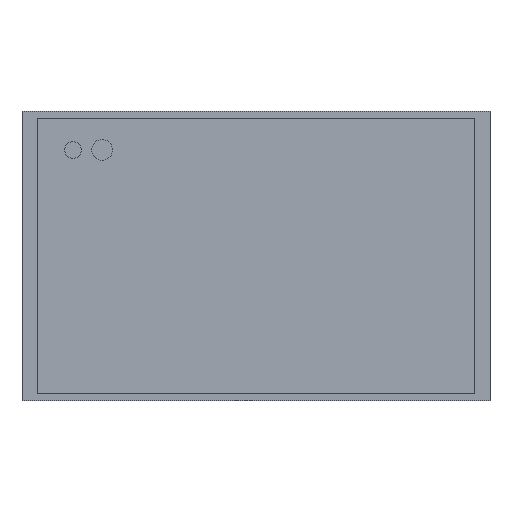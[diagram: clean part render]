
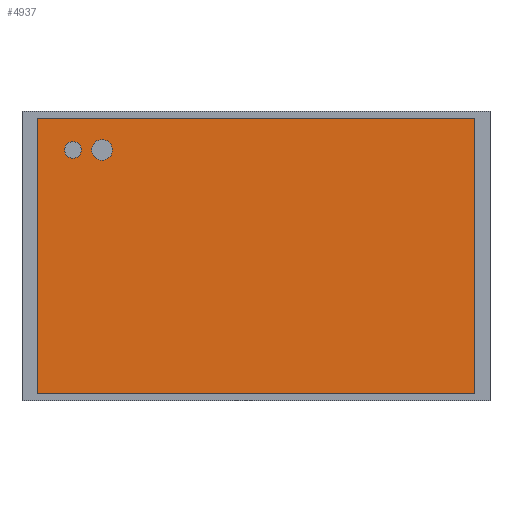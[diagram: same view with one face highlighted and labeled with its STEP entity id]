
A CAD part, front view. The second image highlights one B-rep face of the part: STEP entity #4937.
In plain terms, the highlighted planar face has unit normal (0, -1, 0).
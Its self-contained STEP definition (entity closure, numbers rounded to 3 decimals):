
#77=FACE_BOUND('',#698,.T.);
#78=FACE_BOUND('',#699,.T.);
#105=PLANE('',#5297);
#392=FACE_OUTER_BOUND('',#697,.T.);
#697=EDGE_LOOP('',(#3586,#3587,#3588,#3589));
#698=EDGE_LOOP('',(#3590));
#699=EDGE_LOOP('',(#3591));
#1023=LINE('',#7031,#1683);
#1025=LINE('',#7035,#1685);
#1027=LINE('',#7039,#1687);
#1029=LINE('',#7042,#1689);
#1683=VECTOR('',#5686,10.);
#1685=VECTOR('',#5690,10.);
#1687=VECTOR('',#5694,10.);
#1689=VECTOR('',#5698,10.);
#2313=CIRCLE('',#5276,20.);
#2315=CIRCLE('',#5280,25.);
#2349=VERTEX_POINT('',#6957);
#2351=VERTEX_POINT('',#6964);
#2372=VERTEX_POINT('',#7028);
#2373=VERTEX_POINT('',#7030);
#2374=VERTEX_POINT('',#7034);
#2375=VERTEX_POINT('',#7038);
#2814=EDGE_CURVE('',#2349,#2349,#2313,.T.);
#2817=EDGE_CURVE('',#2351,#2351,#2315,.T.);
#2847=EDGE_CURVE('',#2373,#2372,#1023,.T.);
#2849=EDGE_CURVE('',#2374,#2373,#1025,.T.);
#2851=EDGE_CURVE('',#2375,#2374,#1027,.T.);
#2853=EDGE_CURVE('',#2372,#2375,#1029,.T.);
#3586=ORIENTED_EDGE('',*,*,#2853,.T.);
#3587=ORIENTED_EDGE('',*,*,#2851,.T.);
#3588=ORIENTED_EDGE('',*,*,#2849,.T.);
#3589=ORIENTED_EDGE('',*,*,#2847,.T.);
#3590=ORIENTED_EDGE('',*,*,#2814,.T.);
#3591=ORIENTED_EDGE('',*,*,#2817,.T.);
#4937=ADVANCED_FACE('',(#392,#77,#78),#105,.T.);
#5276=AXIS2_PLACEMENT_3D('',#6959,#5620,#5621);
#5280=AXIS2_PLACEMENT_3D('',#6966,#5629,#5630);
#5297=AXIS2_PLACEMENT_3D('',#7043,#5699,#5700);
#5620=DIRECTION('center_axis',(0.,1.,0.));
#5621=DIRECTION('ref_axis',(1.,0.,0.));
#5629=DIRECTION('center_axis',(0.,1.,0.));
#5630=DIRECTION('ref_axis',(1.,0.,0.));
#5686=DIRECTION('',(-1.,0.,0.));
#5690=DIRECTION('',(0.,0.,1.));
#5694=DIRECTION('',(1.,0.,0.));
#5698=DIRECTION('',(0.,0.,-1.));
#5699=DIRECTION('center_axis',(0.,-1.,0.));
#5700=DIRECTION('ref_axis',(0.,0.,-1.));
#6957=CARTESIAN_POINT('',(-460.,-370.,255.));
#6959=CARTESIAN_POINT('Origin',(-440.,-370.,255.));
#6964=CARTESIAN_POINT('',(-395.,-370.,255.));
#6966=CARTESIAN_POINT('Origin',(-370.,-370.,255.));
#7028=CARTESIAN_POINT('',(-525.,-370.,330.));
#7030=CARTESIAN_POINT('',(525.,-370.,330.));
#7031=CARTESIAN_POINT('',(-525.,-370.,330.));
#7034=CARTESIAN_POINT('',(525.,-370.,-330.));
#7035=CARTESIAN_POINT('',(525.,-370.,330.));
#7038=CARTESIAN_POINT('',(-525.,-370.,-330.));
#7039=CARTESIAN_POINT('',(525.,-370.,-330.));
#7042=CARTESIAN_POINT('',(-525.,-370.,-330.));
#7043=CARTESIAN_POINT('Origin',(0.,-370.,0.));
